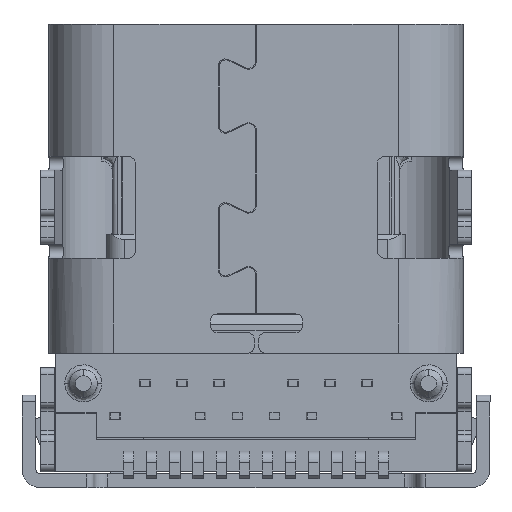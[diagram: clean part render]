
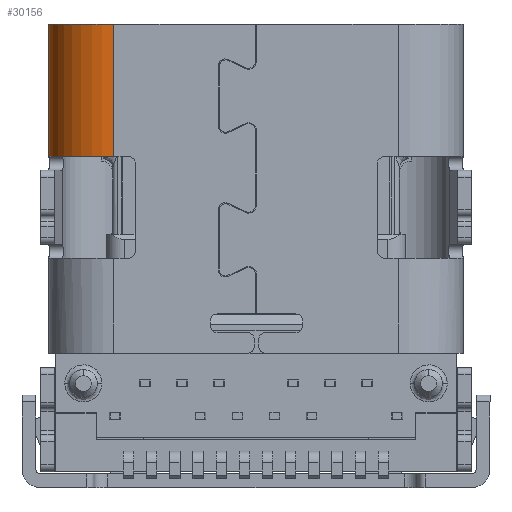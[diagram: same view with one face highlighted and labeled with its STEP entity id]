
A CAD part, front view. The second image highlights one B-rep face of the part: STEP entity #30156.
In plain terms, the highlighted cylindrical face has radius 1.4 mm (diameter 2.8 mm), a partial arc.
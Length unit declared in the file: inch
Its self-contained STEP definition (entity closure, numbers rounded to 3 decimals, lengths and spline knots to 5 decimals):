
#549 = EDGE_CURVE ( 'NONE', #24947, #19738, #36111, .T. ) ;
#863 = ORIENTED_EDGE ( 'NONE', *, *, #16021, .F. ) ;
#1820 = LINE ( 'NONE', #5019, #15460 ) ;
#1856 = CARTESIAN_POINT ( 'NONE',  ( 0.09468, 0.25543, 0.22428 ) ) ;
#2165 = EDGE_CURVE ( 'NONE', #7664, #24947, #1820, .T. ) ;
#5019 = CARTESIAN_POINT ( 'NONE',  ( 0.03956, 0.25543, 0.33649 ) ) ;
#7664 = VERTEX_POINT ( 'NONE', #22099 ) ;
#8587 = CARTESIAN_POINT ( 'NONE',  ( 0.09468, 0.25543, 0.33649 ) ) ;
#9027 = CARTESIAN_POINT ( 'NONE',  ( 0.09468, 0.25543, 0.33649 ) ) ;
#9551 = DIRECTION ( 'NONE',  ( 0., 0., -1. ) ) ;
#9636 = CARTESIAN_POINT ( 'NONE',  ( 0.09468, 0.20031, 0.22428 ) ) ;
#10894 = CARTESIAN_POINT ( 'NONE',  ( 0.03956, 0.25543, 0.22428 ) ) ;
#12292 = ORIENTED_EDGE ( 'NONE', *, *, #2165, .T. ) ;
#13103 = AXIS2_PLACEMENT_3D ( 'NONE', #8587, #17840, #20109 ) ;
#13379 = DIRECTION ( 'NONE',  ( 0., 0., 1. ) ) ;
#13759 = ORIENTED_EDGE ( 'NONE', *, *, #29798, .F. ) ;
#14127 = FACE_OUTER_BOUND ( 'NONE', #27350, .T. ) ;
#14510 = CYLINDRICAL_SURFACE ( 'NONE', #35434, 0.05512 ) ;
#14851 = LINE ( 'NONE', #29395, #27622 ) ;
#15460 = VECTOR ( 'NONE', #16542, 39.37008 ) ;
#16021 = EDGE_CURVE ( 'NONE', #32547, #19738, #14851, .T. ) ;
#16225 = AXIS2_PLACEMENT_3D ( 'NONE', #1856, #13379, #30942 ) ;
#16542 = DIRECTION ( 'NONE',  ( 0., 0., -1. ) ) ;
#17840 = DIRECTION ( 'NONE',  ( 0., 0., 1. ) ) ;
#19738 = VERTEX_POINT ( 'NONE', #9636 ) ;
#20109 = DIRECTION ( 'NONE',  ( 1., 0., 0. ) ) ;
#22099 = CARTESIAN_POINT ( 'NONE',  ( 0.03956, 0.25543, 0.33649 ) ) ;
#22627 = DIRECTION ( 'NONE',  ( 0., 0., 1. ) ) ;
#23370 = DIRECTION ( 'NONE',  ( 1., 0., 0. ) ) ;
#24947 = VERTEX_POINT ( 'NONE', #10894 ) ;
#27350 = EDGE_LOOP ( 'NONE', ( #35688, #863, #13759, #12292 ) ) ;
#27622 = VECTOR ( 'NONE', #9551, 39.37008 ) ;
#29395 = CARTESIAN_POINT ( 'NONE',  ( 0.09468, 0.20031, -0.04147 ) ) ;
#29397 = CIRCLE ( 'NONE', #13103, 0.05512 ) ;
#29798 = EDGE_CURVE ( 'NONE', #7664, #32547, #29397, .T. ) ;
#30156 = ADVANCED_FACE ( 'NONE', ( #14127 ), #14510, .T. ) ;
#30942 = DIRECTION ( 'NONE',  ( 1., 0., 0. ) ) ;
#32547 = VERTEX_POINT ( 'NONE', #34945 ) ;
#34945 = CARTESIAN_POINT ( 'NONE',  ( 0.09468, 0.20031, 0.33649 ) ) ;
#35434 = AXIS2_PLACEMENT_3D ( 'NONE', #9027, #22627, #23370 ) ;
#35688 = ORIENTED_EDGE ( 'NONE', *, *, #549, .T. ) ;
#36111 = CIRCLE ( 'NONE', #16225, 0.05512 ) ;
